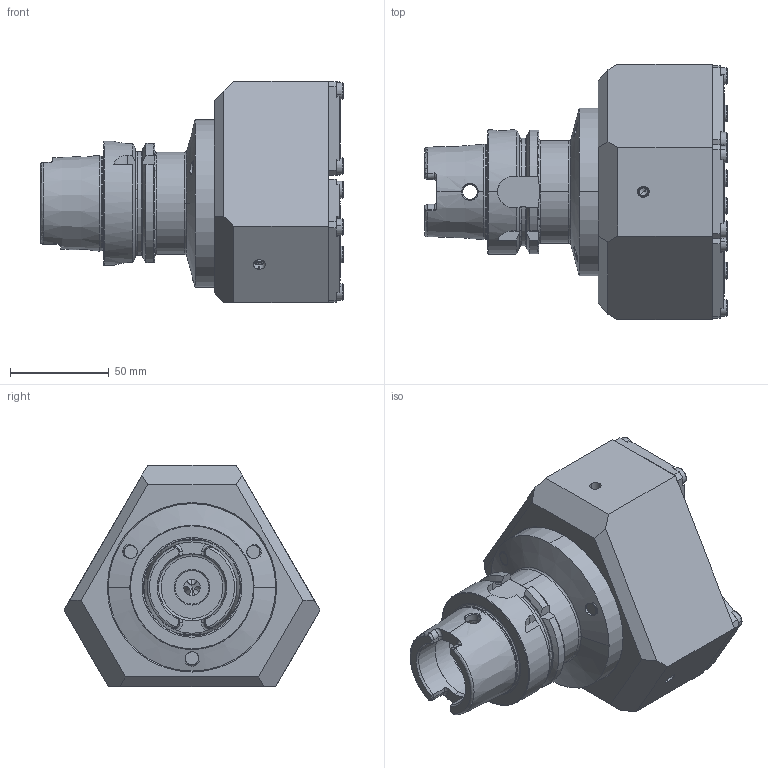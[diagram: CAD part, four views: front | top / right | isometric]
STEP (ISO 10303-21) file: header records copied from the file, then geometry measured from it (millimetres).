
FILE_DESCRIPTION (( 'STEP AP203' ), '1' );
FILE_NAME ('HA6-PS4.So3.120-31.STEP', '2019-01-15T10:23:30', ( 'SWIAdmin' ), ( 'Hewlett-Packard Company' ), 'SwSTEP 2.0', 'SolidWorks 2017', '' );
FILE_SCHEMA (( 'CONFIG_CONTROL_DESIGN' ));
Length unit declared in the file: millimetre
Products named in the file (17): DIN 3771 - 9x1.5; U40-PS4.ER1.036_A; HA6-PS4.So3.120-31; U40-PS4.023.006_B; HA6-PS4.So3.054-31_A; DIN 7984 - M5 x 16; HA6-PS4.So3.060-31_A; ISO 8752 3x10; ISO 4762 - M8 x 60_PreviewCfg; DIN 3771 - 37x1.5; DIN 6325_ø8x16_2x6; ISO 4762 - M3 x 25_PreviewCfg; U40-PS4.ER1.025_B; DIN 6325_ø3x10_2x6; U40-PS4.ERx.010_A; U40-PS4.048.006; U40-PS4.ERx.010_A_Links gewinde
Assembly tree (28 placements, depth 3):
  HA6-PS4.So3.120-31
    HA6-PS4.So3.054-31_A
    HA6-PS4.So3.060-31_A
    ISO 4762 - M8 x 60_PreviewCfg  x6
    DIN 6325_ø8x16_2x6
    U40-PS4.048.006  x3
      U40-PS4.ER1.025_B
      U40-PS4.ERx.010_A
      U40-PS4.ERx.010_A_Links gewinde
      U40-PS4.ER1.036_A
      U40-PS4.023.006_B
      DIN 7984 - M5 x 16
      ISO 8752 3x10
      DIN 3771 - 37x1.5
      ISO 4762 - M3 x 25_PreviewCfg
      DIN 6325_ø3x10_2x6
    DIN 3771 - 9x1.5
Bounding box: 153.4 x 129.89 x 112.49 mm (x, y, z)
Volume: 733557.2 mm3; surface area: 196219.4 mm2
Topology: 55 solids, 55 shells, 2148 faces, 5234 edges, 3164 vertices
Faces by surface type: plane 833, cylinder 542, cone 527, torus 208, sphere 28, bspline 10
Entity records: 29403 total; most frequent: CARTESIAN_POINT 7530, DIRECTION 4279, ORIENTED_EDGE 4068, EDGE_CURVE 2034, AXIS2_PLACEMENT_3D 1711, VERTEX_POINT 1263, EDGE_LOOP 933, VECTOR 857
